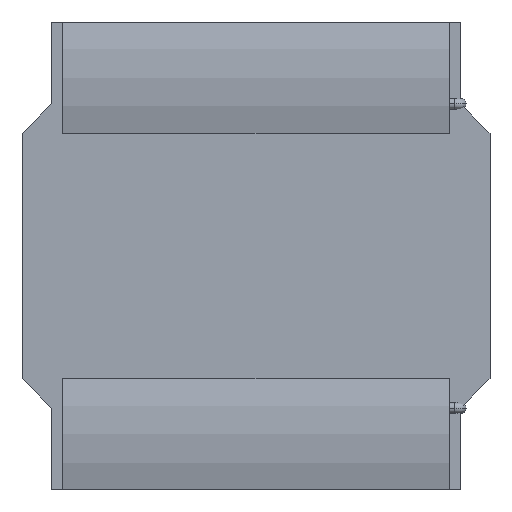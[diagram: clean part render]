
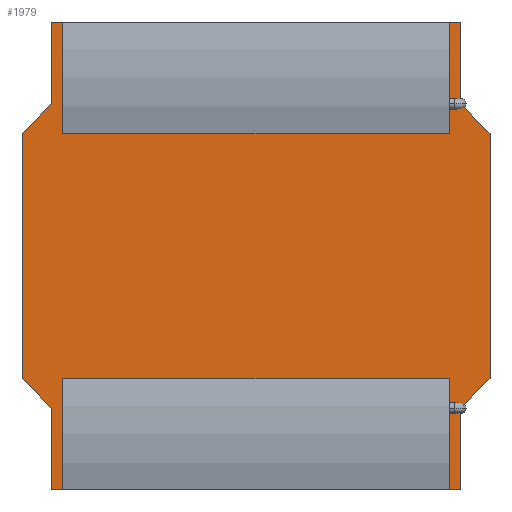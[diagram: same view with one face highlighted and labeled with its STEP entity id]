
A CAD part, front view. The second image highlights one B-rep face of the part: STEP entity #1979.
In plain terms, the highlighted planar face has unit normal (0, -1, 0).
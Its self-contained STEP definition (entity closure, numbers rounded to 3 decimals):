
#1 = CARTESIAN_POINT ( 'NONE',  ( -2., 0.07, 1.05 ) ) ;
#31 = EDGE_CURVE ( 'NONE', #1957, #602, #1686, .T. ) ;
#36 = VECTOR ( 'NONE', #709, 1000. ) ;
#64 = CARTESIAN_POINT ( 'NONE',  ( -1.75, 0.07, 1.3 ) ) ;
#117 = LINE ( 'NONE', #1352, #797 ) ;
#121 = EDGE_CURVE ( 'NONE', #1145, #1957, #438, .T. ) ;
#139 = VECTOR ( 'NONE', #425, 1000. ) ;
#176 = EDGE_CURVE ( 'NONE', #2035, #519, #220, .T. ) ;
#186 = ORIENTED_EDGE ( 'NONE', *, *, #176, .F. ) ;
#198 = CARTESIAN_POINT ( 'NONE',  ( 2., 0.07, 1.05 ) ) ;
#216 = LINE ( 'NONE', #1, #1870 ) ;
#217 = DIRECTION ( 'NONE',  ( 0., 0., -1. ) ) ;
#219 = LINE ( 'NONE', #890, #1029 ) ;
#220 = LINE ( 'NONE', #1414, #1105 ) ;
#262 = ORIENTED_EDGE ( 'NONE', *, *, #518, .F. ) ;
#265 = DIRECTION ( 'NONE',  ( 1., 0., 0. ) ) ;
#269 = ORIENTED_EDGE ( 'NONE', *, *, #1454, .F. ) ;
#275 = EDGE_LOOP ( 'NONE', ( #1925, #1168, #262, #1388, #1410, #1566, #1195, #646, #186, #324, #1248, #269 ) ) ;
#280 = FACE_OUTER_BOUND ( 'NONE', #275, .T. ) ;
#281 = VERTEX_POINT ( 'NONE', #653 ) ;
#324 = ORIENTED_EDGE ( 'NONE', *, *, #1213, .F. ) ;
#346 = CARTESIAN_POINT ( 'NONE',  ( -1.75, 0.07, -2. ) ) ;
#380 = CARTESIAN_POINT ( 'NONE',  ( 1.75, 0.07, -2. ) ) ;
#418 = LINE ( 'NONE', #1349, #1581 ) ;
#425 = DIRECTION ( 'NONE',  ( -0.707, 0., 0.707 ) ) ;
#438 = LINE ( 'NONE', #1401, #2064 ) ;
#442 = VECTOR ( 'NONE', #1892, 1000. ) ;
#485 = LINE ( 'NONE', #760, #139 ) ;
#501 = DIRECTION ( 'NONE',  ( 0., 0., 1. ) ) ;
#506 = DIRECTION ( 'NONE',  ( 0., 0., 1. ) ) ;
#518 = EDGE_CURVE ( 'NONE', #544, #1962, #117, .T. ) ;
#519 = VERTEX_POINT ( 'NONE', #1819 ) ;
#544 = VERTEX_POINT ( 'NONE', #380 ) ;
#552 = DIRECTION ( 'NONE',  ( -1., 0., 0. ) ) ;
#584 = CARTESIAN_POINT ( 'NONE',  ( -2., 0.07, 1.05 ) ) ;
#590 = DIRECTION ( 'NONE',  ( 0.707, 0., 0.707 ) ) ;
#602 = VERTEX_POINT ( 'NONE', #1527 ) ;
#604 = VERTEX_POINT ( 'NONE', #64 ) ;
#646 = ORIENTED_EDGE ( 'NONE', *, *, #1179, .F. ) ;
#653 = CARTESIAN_POINT ( 'NONE',  ( -2., 0.07, -1.05 ) ) ;
#663 = CARTESIAN_POINT ( 'NONE',  ( -1.75, 0.07, -1.3 ) ) ;
#669 = EDGE_CURVE ( 'NONE', #841, #281, #485, .T. ) ;
#675 = CARTESIAN_POINT ( 'NONE',  ( -1.75, 0.07, 2. ) ) ;
#685 = CARTESIAN_POINT ( 'NONE',  ( 0., 0.07, 0. ) ) ;
#705 = VERTEX_POINT ( 'NONE', #584 ) ;
#709 = DIRECTION ( 'NONE',  ( -0.707, 0., -0.707 ) ) ;
#760 = CARTESIAN_POINT ( 'NONE',  ( -2., 0.07, -1.05 ) ) ;
#797 = VECTOR ( 'NONE', #552, 1000. ) ;
#819 = LINE ( 'NONE', #1228, #1630 ) ;
#841 = VERTEX_POINT ( 'NONE', #1862 ) ;
#890 = CARTESIAN_POINT ( 'NONE',  ( -1.75, 0.07, 1.3 ) ) ;
#907 = DIRECTION ( 'NONE',  ( 0., 0., 1. ) ) ;
#923 = EDGE_CURVE ( 'NONE', #1962, #841, #932, .T. ) ;
#932 = LINE ( 'NONE', #663, #442 ) ;
#961 = CARTESIAN_POINT ( 'NONE',  ( 1.75, 0.07, -1.3 ) ) ;
#1029 = VECTOR ( 'NONE', #907, 1000. ) ;
#1031 = CARTESIAN_POINT ( 'NONE',  ( 2., 0.07, -1.05 ) ) ;
#1105 = VECTOR ( 'NONE', #265, 1000. ) ;
#1107 = DIRECTION ( 'NONE',  ( 0., 0., -1. ) ) ;
#1145 = VERTEX_POINT ( 'NONE', #1969 ) ;
#1168 = ORIENTED_EDGE ( 'NONE', *, *, #923, .F. ) ;
#1169 = VECTOR ( 'NONE', #1733, 1000. ) ;
#1179 = EDGE_CURVE ( 'NONE', #519, #1145, #418, .T. ) ;
#1185 = AXIS2_PLACEMENT_3D ( 'NONE', #685, #1295, #506 ) ;
#1195 = ORIENTED_EDGE ( 'NONE', *, *, #121, .F. ) ;
#1213 = EDGE_CURVE ( 'NONE', #604, #2035, #219, .T. ) ;
#1228 = CARTESIAN_POINT ( 'NONE',  ( -2., 0.07, 1.05 ) ) ;
#1248 = ORIENTED_EDGE ( 'NONE', *, *, #1580, .F. ) ;
#1249 = CARTESIAN_POINT ( 'NONE',  ( 2., 0.07, 1.05 ) ) ;
#1295 = DIRECTION ( 'NONE',  ( 0., 1., 0. ) ) ;
#1336 = LINE ( 'NONE', #1031, #36 ) ;
#1349 = CARTESIAN_POINT ( 'NONE',  ( 1.75, 0.07, 1.3 ) ) ;
#1352 = CARTESIAN_POINT ( 'NONE',  ( -1.75, 0.07, -2. ) ) ;
#1388 = ORIENTED_EDGE ( 'NONE', *, *, #1647, .F. ) ;
#1401 = CARTESIAN_POINT ( 'NONE',  ( 2., 0.07, 1.05 ) ) ;
#1410 = ORIENTED_EDGE ( 'NONE', *, *, #1761, .F. ) ;
#1414 = CARTESIAN_POINT ( 'NONE',  ( -1.75, 0.07, 2. ) ) ;
#1440 = VERTEX_POINT ( 'NONE', #961 ) ;
#1454 = EDGE_CURVE ( 'NONE', #281, #705, #216, .T. ) ;
#1467 = PLANE ( 'NONE',  #1185 ) ;
#1527 = CARTESIAN_POINT ( 'NONE',  ( 2., 0.07, -1.05 ) ) ;
#1532 = LINE ( 'NONE', #1687, #1169 ) ;
#1549 = DIRECTION ( 'NONE',  ( 0.707, 0., -0.707 ) ) ;
#1566 = ORIENTED_EDGE ( 'NONE', *, *, #31, .F. ) ;
#1580 = EDGE_CURVE ( 'NONE', #705, #604, #819, .T. ) ;
#1581 = VECTOR ( 'NONE', #217, 1000. ) ;
#1630 = VECTOR ( 'NONE', #590, 1000. ) ;
#1647 = EDGE_CURVE ( 'NONE', #1440, #544, #1532, .T. ) ;
#1686 = LINE ( 'NONE', #1249, #1824 ) ;
#1687 = CARTESIAN_POINT ( 'NONE',  ( 1.75, 0.07, -1.3 ) ) ;
#1733 = DIRECTION ( 'NONE',  ( 0., 0., -1. ) ) ;
#1761 = EDGE_CURVE ( 'NONE', #602, #1440, #1336, .T. ) ;
#1819 = CARTESIAN_POINT ( 'NONE',  ( 1.75, 0.07, 2. ) ) ;
#1824 = VECTOR ( 'NONE', #1107, 1000. ) ;
#1862 = CARTESIAN_POINT ( 'NONE',  ( -1.75, 0.07, -1.3 ) ) ;
#1870 = VECTOR ( 'NONE', #501, 1000. ) ;
#1892 = DIRECTION ( 'NONE',  ( 0., 0., 1. ) ) ;
#1925 = ORIENTED_EDGE ( 'NONE', *, *, #669, .F. ) ;
#1957 = VERTEX_POINT ( 'NONE', #198 ) ;
#1962 = VERTEX_POINT ( 'NONE', #346 ) ;
#1969 = CARTESIAN_POINT ( 'NONE',  ( 1.75, 0.07, 1.3 ) ) ;
#1979 = ADVANCED_FACE ( 'NONE', ( #280 ), #1467, .F. ) ;
#2035 = VERTEX_POINT ( 'NONE', #675 ) ;
#2064 = VECTOR ( 'NONE', #1549, 1000. ) ;
